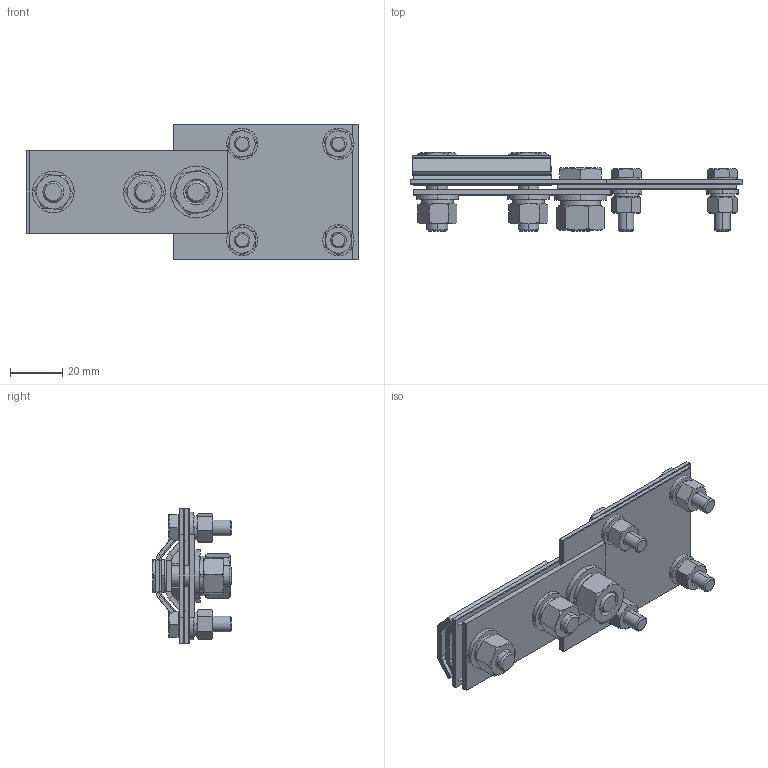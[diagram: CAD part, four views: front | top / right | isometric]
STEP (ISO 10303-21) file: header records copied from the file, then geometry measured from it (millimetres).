
FILE_DESCRIPTION (( 'STEP AP203' ), '1' );
FILE_NAME ('0302 Êîíòðîëüíîå (ïðîáíîå) ñîåäèíåíèå.STEP', '2024-03-25T09:48:32', ( '' ), ( '' ), 'SwSTEP 2.0', 'SolidWorks 2022', '' );
FILE_SCHEMA (( 'CONFIG_CONTROL_DESIGN' ));
Length unit declared in the file: millimetre
Products named in the file (25): 0104.001-02 Пластина; 0302.002-01 Пластина; 0202.001 Пластина; 0302.002 Пластина; 0104.001-01 Пластина; ГОСТ 6402-70_Шайба 10Л ГОСТ 6402-70; 0302 Контрольное (пробное) соединение; hex screw gradeab_iso_ISO 4017 - M6 x 20-N; plain washer grade a_din_Washer DIN 125 - A 10.5; 0104.001 Пластина; ГОСТ 7805-70_Болт M10x18(S16) ГОСТ 7805-70; 0202.001-02 Пластина; hex nut gradec_iso_ISO - 4034 - M6 - N; 0202.001-01 Пластина; hex screw gradeab_iso_ISO 4017 - M8 x 25-N; 0302.001 Основание; 0302.001-02 Основание; 0302.002-02 Пластина; hex nut gradec_iso_ISO - 4034 - M10 - N; ГОСТ 6402-70_Шайба 6Л ГОСТ 6402-70; hex nut gradec_iso_ISO - 4034 - M8 - N; plain washer grade a_din_Washer DIN 125 - A 8.4; 0302.001-01 Основание; plain washer grade a_din_Washer DIN 125 - A 6.4; ГОСТ 6402-70_Шайба 8Л ГОСТ 6402-70
Assembly tree (40 placements, depth 2):
  0302 Контрольное (пробное) соединение
    0302.001 Основание
    0302.002 Пластина
    0104.001 Пластина
    0202.001 Пластина
    hex screw gradeab_iso_ISO 4017 - M6 x 20-N  x4
    hex screw gradeab_iso_ISO 4017 - M8 x 25-N  x2
    hex nut gradec_iso_ISO - 4034 - M6 - N  x4
    hex nut gradec_iso_ISO - 4034 - M8 - N  x2
    hex nut gradec_iso_ISO - 4034 - M10 - N
    0302.001-01 Основание
    0302.002-01 Пластина
    0104.001-01 Пластина
    0202.001-01 Пластина
    0302.001-02 Основание
    0302.002-02 Пластина
    0104.001-02 Пластина
    0202.001-02 Пластина
    ГОСТ 6402-70_Шайба 6Л ГОСТ 6402-70  x4
    ГОСТ 6402-70_Шайба 8Л ГОСТ 6402-70  x2
    ГОСТ 7805-70_Болт M10x18(S16) ГОСТ 7805-70
    ГОСТ 6402-70_Шайба 10Л ГОСТ 6402-70
    plain washer grade a_din_Washer DIN 125 - A 6.4  x4
    plain washer grade a_din_Washer DIN 125 - A 8.4  x2
    plain washer grade a_din_Washer DIN 125 - A 10.5
Bounding box: 127.5 x 30.3 x 52 mm (x, y, z)
Volume: 70229.4 mm3; surface area: 78625.9 mm2
Topology: 40 solids, 40 shells, 689 faces, 1520 edges, 918 vertices
Faces by surface type: plane 305, cylinder 206, cone 164, torus 14
Entity records: 15059 total; most frequent: CARTESIAN_POINT 2546, DIRECTION 2066, ORIENTED_EDGE 1840, EDGE_CURVE 920, AXIS2_PLACEMENT_3D 814, VERTEX_POINT 566, EDGE_LOOP 504, VECTOR 438
